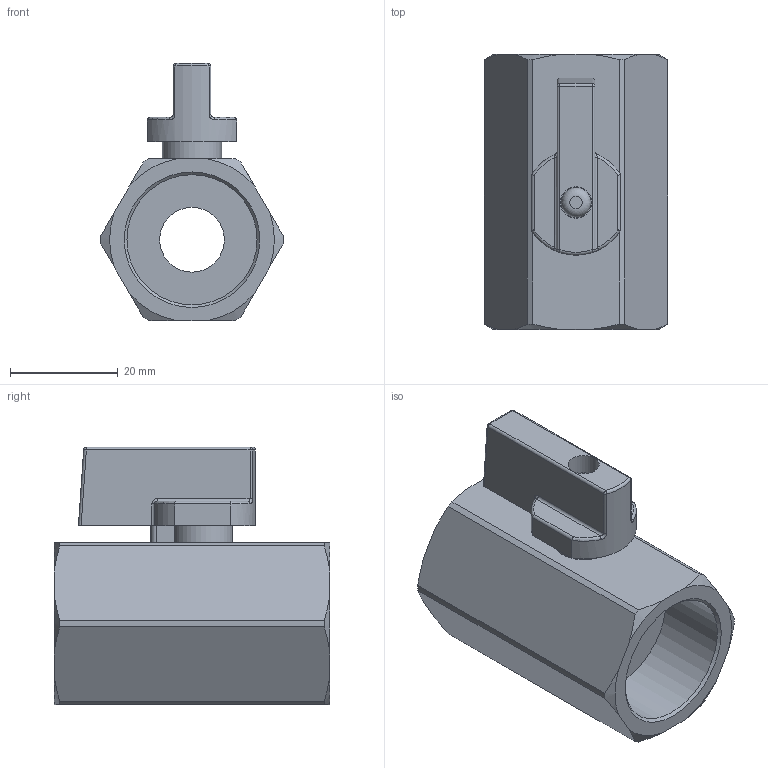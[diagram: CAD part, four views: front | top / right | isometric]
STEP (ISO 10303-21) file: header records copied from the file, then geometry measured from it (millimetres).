
FILE_DESCRIPTION(/* description */ ('Unknown'),/* implementation_level */ '2;1');
FILE_NAME(/* name */ '500-05',/* time_stamp */ '2022-01-18T10:51:31+01:00',/* author */ ('Unknown'),/* organization */ ('Unknown'),/* preprocessor_version */ 'ST-DEVELOPER v16.7',/* originating_system */ 'Solid Edge',/* authorisation */ 'Unknown');
FILE_SCHEMA (('AUTOMOTIVE_DESIGN {1 0 10303 214 3 1 1}'));
Length unit declared in the file: millimetre
Products named in the file (4): 500-05; Linsenkopfschraube_M3 x 12; 500-04-05_Hebel; 500-05_Gehäuse
Assembly tree (3 placements, depth 2):
  500-05
    Linsenkopfschraube_M3 x 12
    500-04-05_Hebel
    500-05_Gehäuse
Bounding box: 34 x 51 x 47.7 mm (x, y, z)
Volume: 28952.2 mm3; surface area: 11775.5 mm2
Topology: 3 solids, 3 shells, 90 faces, 215 edges, 133 vertices
Faces by surface type: cylinder 33, plane 28, cone 15, torus 6, sphere 4, bspline 4
Full cylindrical faces by diameter (mm): 2.459 x1, 3 x1, 3.3 x1, 5.5 x1, 5.8 x1, 12 x1, 24.117 x2
Entity records: 2997 total; most frequent: CARTESIAN_POINT 588, DIRECTION 425, ORIENTED_EDGE 388, EDGE_CURVE 194, AXIS2_PLACEMENT_3D 177, VERTEX_POINT 128, EDGE_LOOP 112, FACE_BOUND 112
